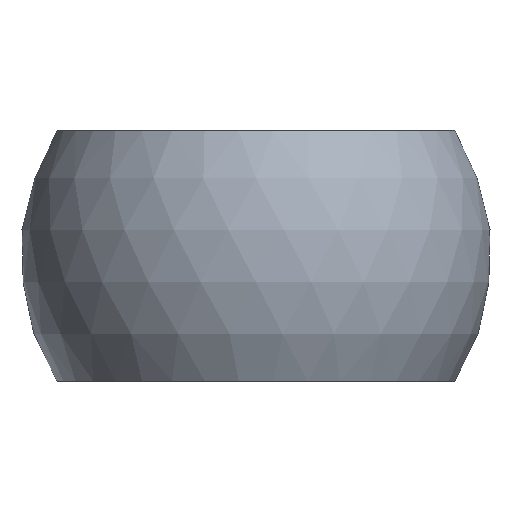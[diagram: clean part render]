
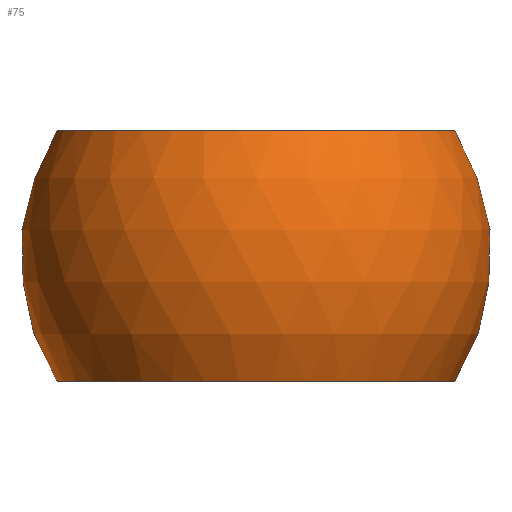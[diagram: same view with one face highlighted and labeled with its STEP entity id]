
A CAD part, left-side view. The second image highlights one B-rep face of the part: STEP entity #75.
In plain terms, the highlighted spherical face has radius 16 mm.
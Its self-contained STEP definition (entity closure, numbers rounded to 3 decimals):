
#75 = ADVANCED_FACE( '', ( #89 ), #90, .T. );
#89 = FACE_OUTER_BOUND( '', #122, .T. );
#90 = SPHERICAL_SURFACE( '', #123, 16. );
#122 = EDGE_LOOP( '', ( #443, #444, #445, #446 ) );
#123 = AXIS2_PLACEMENT_3D( '', #447, #448, #449 );
#443 = ORIENTED_EDGE( '', *, *, #516, .F. );
#444 = ORIENTED_EDGE( '', *, *, #517, .T. );
#445 = ORIENTED_EDGE( '', *, *, #518, .T. );
#446 = ORIENTED_EDGE( '', *, *, #519, .T. );
#447 = CARTESIAN_POINT( '', ( 0., 0., 0. ) );
#448 = DIRECTION( '', ( 0., 0., 1. ) );
#449 = DIRECTION( '', ( 1., 0., 0. ) );
#516 = EDGE_CURVE( '', #536, #537, #538, .T. );
#517 = EDGE_CURVE( '', #536, #539, #540, .T. );
#518 = EDGE_CURVE( '', #539, #541, #542, .T. );
#519 = EDGE_CURVE( '', #541, #537, #543, .T. );
#536 = VERTEX_POINT( '', #570 );
#537 = VERTEX_POINT( '', #571 );
#538 = CIRCLE( '', #572, 13.555 );
#539 = VERTEX_POINT( '', #573 );
#540 = CIRCLE( '', #574, 9.263 );
#541 = VERTEX_POINT( '', #575 );
#542 = CIRCLE( '', #576, 13.555 );
#543 = CIRCLE( '', #577, 9.263 );
#570 = CARTESIAN_POINT( '', ( 13.046, 3.682, 8.5 ) );
#571 = CARTESIAN_POINT( '', ( 13.046, -3.682, 8.5 ) );
#572 = AXIS2_PLACEMENT_3D( '', #684, #685, #686 );
#573 = CARTESIAN_POINT( '', ( 13.046, 3.682, -8.5 ) );
#574 = AXIS2_PLACEMENT_3D( '', #687, #688, #689 );
#575 = CARTESIAN_POINT( '', ( 13.046, -3.682, -8.5 ) );
#576 = AXIS2_PLACEMENT_3D( '', #690, #691, #692 );
#577 = AXIS2_PLACEMENT_3D( '', #693, #694, #695 );
#684 = CARTESIAN_POINT( '', ( 0., 0., 8.5 ) );
#685 = DIRECTION( '', ( 0., 0., 1. ) );
#686 = DIRECTION( '', ( 1., 0., 0. ) );
#687 = CARTESIAN_POINT( '', ( 13.046, 0., 0. ) );
#688 = DIRECTION( '', ( -1., 0., 0. ) );
#689 = DIRECTION( '', ( 0., 0., 1. ) );
#690 = CARTESIAN_POINT( '', ( 0., 0., -8.5 ) );
#691 = DIRECTION( '', ( 0., 0., 1. ) );
#692 = DIRECTION( '', ( 1., 0., 0. ) );
#693 = CARTESIAN_POINT( '', ( 13.046, 0., 0. ) );
#694 = DIRECTION( '', ( -1., 0., 0. ) );
#695 = DIRECTION( '', ( 0., 0., 1. ) );
